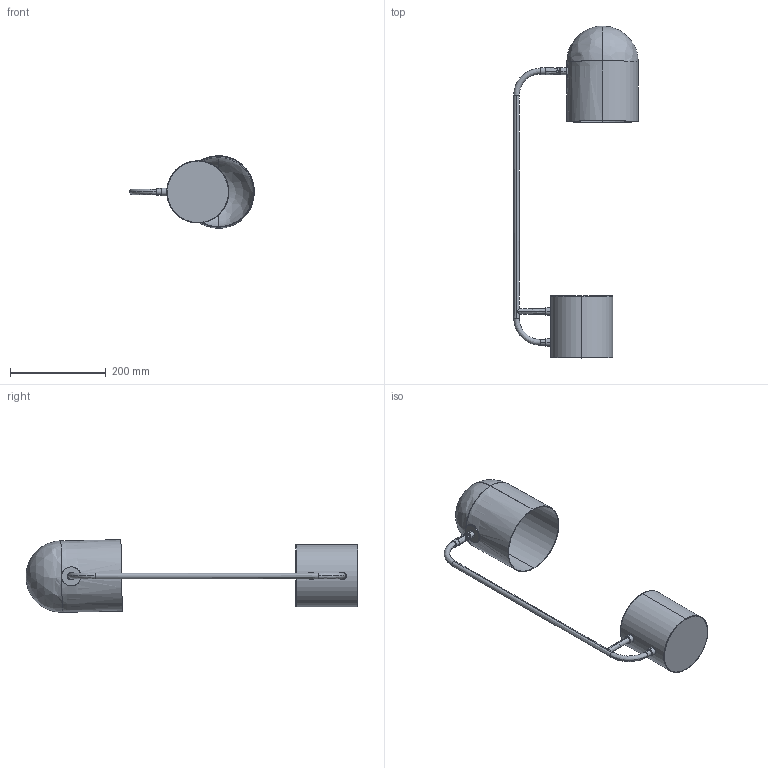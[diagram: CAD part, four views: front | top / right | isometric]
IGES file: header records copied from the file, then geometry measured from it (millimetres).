
Start section: SolidWorks IGES file using analytic representation for surfaces
Global section: file name: S1237.IGS; native system: SolidWorks 2016; preprocessor: SolidWorks 2016; author: Agus; date: 170919.105502; units: millimetre
Bounding box: 260.57 x 694.49 x 151.9 mm (x, y, z)
Surface area: 300021.5 mm2 (no closed solid volume)
Topology: 0 solids, 0 shells, 106 faces, 2288 edges, 2287 vertices
Faces by surface type: bspline 56, revolution 50
